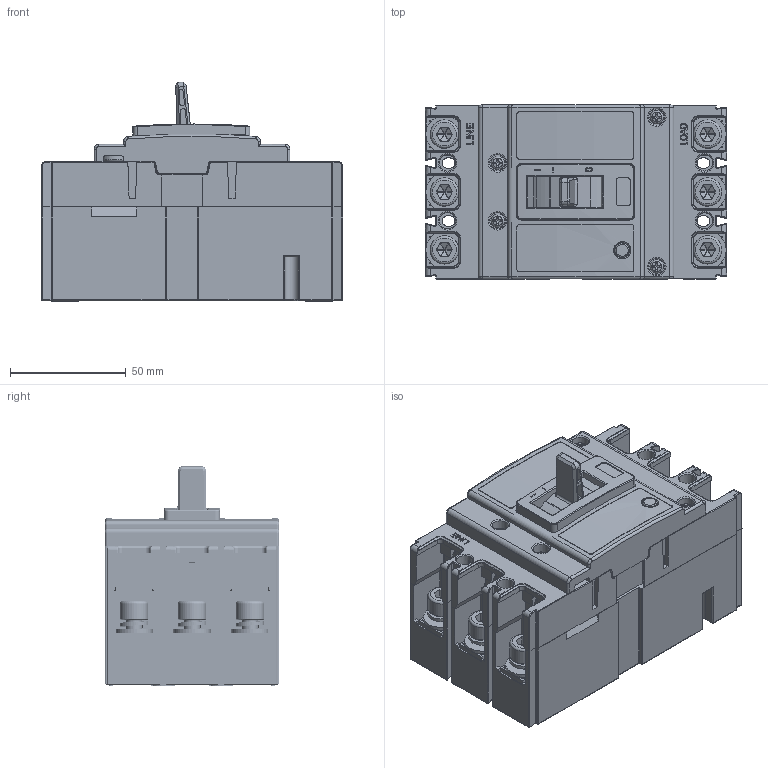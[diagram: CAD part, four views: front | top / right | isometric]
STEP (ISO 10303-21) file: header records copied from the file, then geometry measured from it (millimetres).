
FILE_DESCRIPTION(/* description */ (''),/* implementation_level */ '2;1');
FILE_NAME(/* name */ 'model1.stp',/* time_stamp */ '2024-02-20T15:46:36+08:00',/* author */ (''),/* organization */ (''),/* preprocessor_version */ 'ST-DEVELOPER v11',/* originating_system */ 'SIEMENS UGS NX 6.0',/* authorisation */ '');
FILE_SCHEMA (('CONFIG_CONTROL_DESIGN'));
Products named in the file (1): Admi644657ap
Bounding box: 130 x 75 x 94.88 mm (x, y, z)
Volume: 223732.4 mm3; surface area: 199292 mm2
Topology: 48 solids, 49 shells, 6056 faces, 16022 edges, 10429 vertices
Faces by surface type: plane 4306, cylinder 1127, bspline 185, torus 181, extrusion 105, cone 81, sphere 71
Full cylindrical faces by diameter (mm): 2 x1, 2.5 x10, 2.659 x4, 3 x7, 3.5 x21, 3.7 x2, 4 x9, 4.5 x12, 4.6 x8, 5 x2, 5.5 x4, 5.6 x2, 5.85 x4, 5.9 x1, 6 x3, 6.05 x2, 6.2 x4, 6.5 x1, 6.6 x1, 7 x16, 7.5 x7, 8 x6, 8.3 x6, 9 x6, 12.2 x6, 16 x6
Entity records: 193331 total; most frequent: CARTESIAN_POINT 44746, ORIENTED_EDGE 31256, DIRECTION 29197, EDGE_CURVE 15628, VECTOR 11719, LINE 11614, VERTEX_POINT 10338, AXIS2_PLACEMENT_3D 8739
